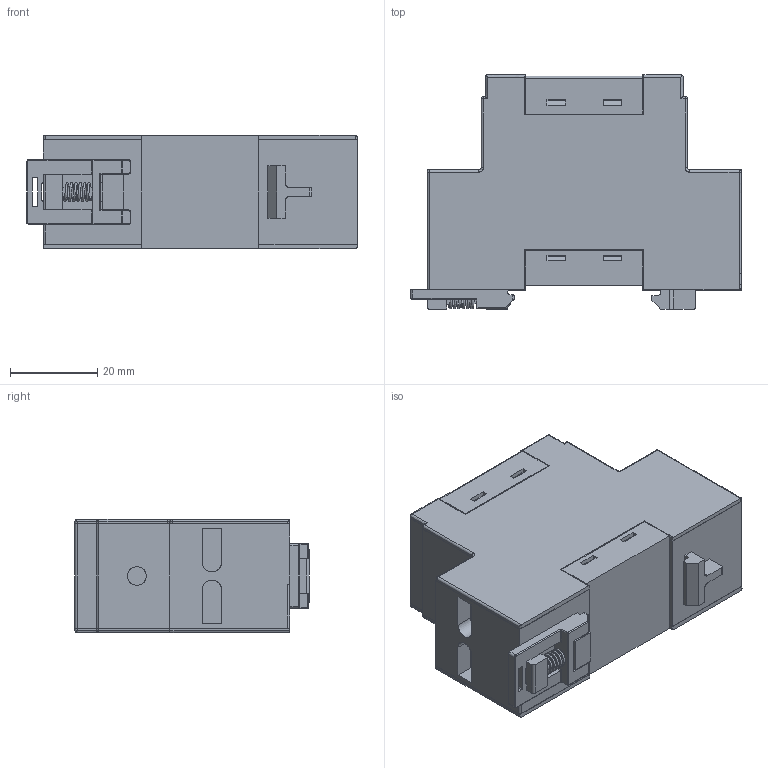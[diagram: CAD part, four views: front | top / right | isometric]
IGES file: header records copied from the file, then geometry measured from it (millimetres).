
Start section: SolidWorks IGES file using analytic representation for surfaces
Global section: file name: RG25.IGS; native system: SolidWorks 2017; preprocessor: SolidWorks 2017; author: pikusl; date: 170626.102141; units: millimetre
Bounding box: 75.8 x 53.7 x 26 mm (x, y, z)
Surface area: 16551.3 mm2 (no closed solid volume)
Topology: 0 solids, 0 shells, 561 faces, 4470 edges, 4458 vertices
Faces by surface type: bspline 422, revolution 139
